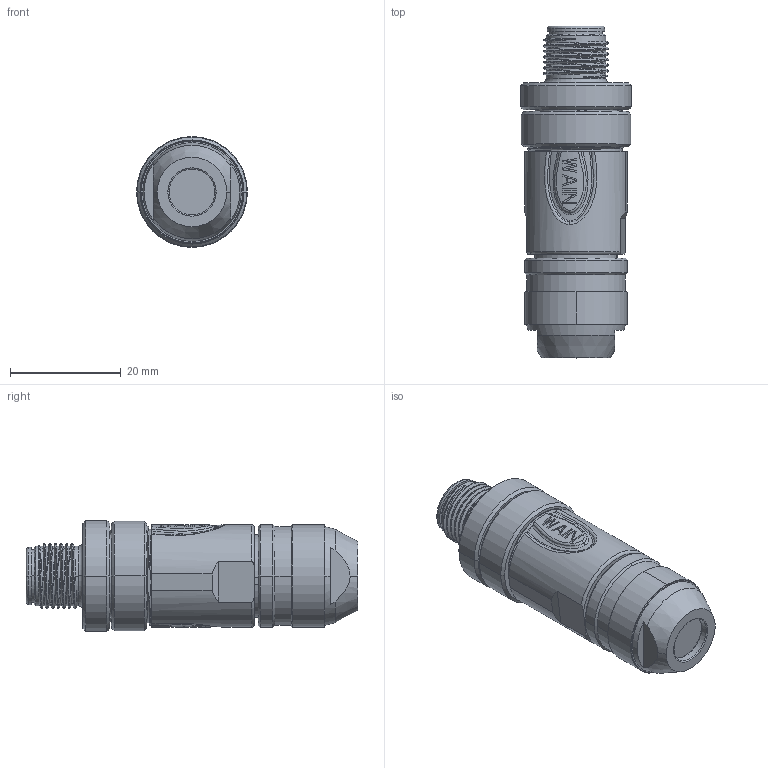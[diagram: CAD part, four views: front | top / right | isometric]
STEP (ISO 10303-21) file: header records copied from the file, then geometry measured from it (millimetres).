
FILE_DESCRIPTION((''),'2;1');
FILE_NAME('3D_1630084112002_M12-M08A-T-D8-','2023-12-27T',('13531'),(''),'PRO/ENGINEER BY PARAMETRIC TECHNOLOGY CORPORATION, 2012480','PRO/ENGINEER BY PARAMETRIC TECHNOLOGY CORPORATION, 2012480','');
FILE_SCHEMA(('CONFIG_CONTROL_DESIGN'));
Products named in the file (1): 3D_1630084112002_M12-M08A-T-D8-
Bounding box: 20 x 59.9 x 20 mm (x, y, z)
Volume: 12651.1 mm3; surface area: 9468.6 mm2
Topology: 1 solids, 4 shells, 885 faces, 2529 edges, 1645 vertices
Faces by surface type: plane 289, cylinder 244, cone 116, extrusion 92, bspline 89, sphere 32, torus 23
Entity records: 43761 total; most frequent: CARTESIAN_POINT 22171, ORIENTED_EDGE 4970, DIRECTION 3808, EDGE_CURVE 2485, VERTEX_POINT 1645, AXIS2_PLACEMENT_3D 1410, VECTOR 988, B_SPLINE_CURVE_WITH_KNOTS 975
